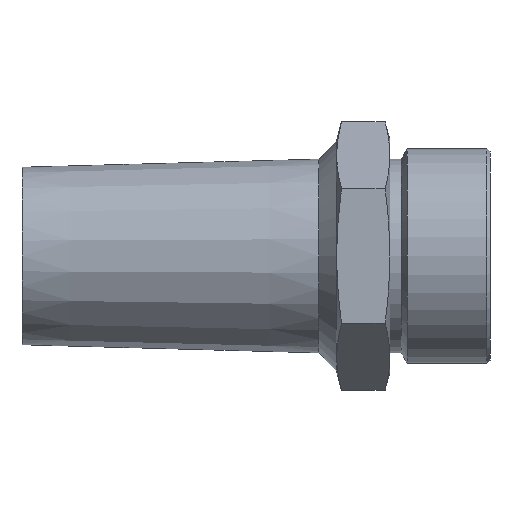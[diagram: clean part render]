
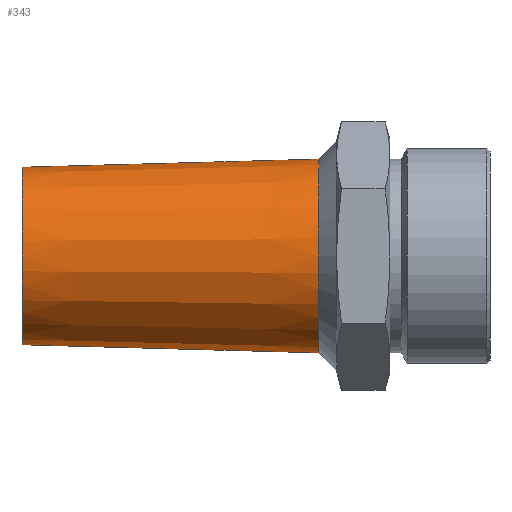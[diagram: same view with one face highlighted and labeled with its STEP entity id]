
A CAD part, left-side view. The second image highlights one B-rep face of the part: STEP entity #343.
In plain terms, the highlighted conical face has half-angle 1.557 degrees and reference radius 14.375 mm.
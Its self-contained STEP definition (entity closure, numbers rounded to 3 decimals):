
#68=FACE_BOUND('',#129,.T.);
#92=FACE_OUTER_BOUND('',#128,.T.);
#128=EDGE_LOOP('',(#302));
#129=EDGE_LOOP('',(#303));
#149=CIRCLE('',#386,15.);
#150=CIRCLE('',#388,13.75);
#179=VERTEX_POINT('',#614);
#180=VERTEX_POINT('',#617);
#221=EDGE_CURVE('',#179,#179,#149,.T.);
#222=EDGE_CURVE('',#180,#180,#150,.T.);
#302=ORIENTED_EDGE('',*,*,#221,.T.);
#303=ORIENTED_EDGE('',*,*,#222,.F.);
#319=CONICAL_SURFACE('',#387,14.375,1.557);
#343=ADVANCED_FACE('',(#92,#68),#319,.T.);
#386=AXIS2_PLACEMENT_3D('',#615,#475,#476);
#387=AXIS2_PLACEMENT_3D('',#616,#477,#478);
#388=AXIS2_PLACEMENT_3D('',#618,#479,#480);
#475=DIRECTION('center_axis',(0.,1.,0.));
#476=DIRECTION('ref_axis',(1.,0.,0.));
#477=DIRECTION('center_axis',(0.,-1.,0.));
#478=DIRECTION('ref_axis',(0.,0.,1.));
#479=DIRECTION('center_axis',(0.,1.,0.));
#480=DIRECTION('ref_axis',(1.,0.,0.));
#614=CARTESIAN_POINT('',(0.,26.5,15.));
#615=CARTESIAN_POINT('Origin',(0.,26.5,0.));
#616=CARTESIAN_POINT('Origin',(0.,49.5,0.));
#617=CARTESIAN_POINT('',(0.,72.5,13.75));
#618=CARTESIAN_POINT('Origin',(0.,72.5,0.));
